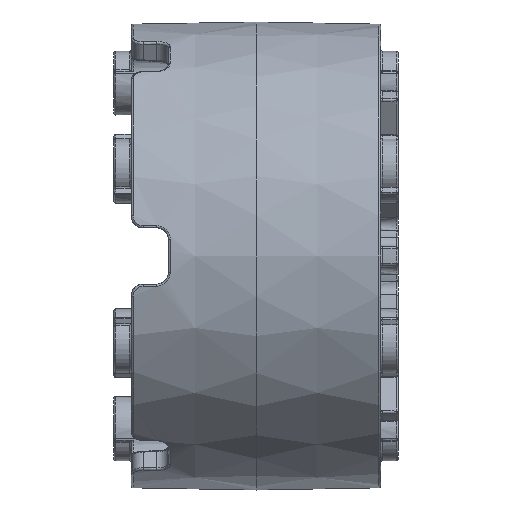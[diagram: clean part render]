
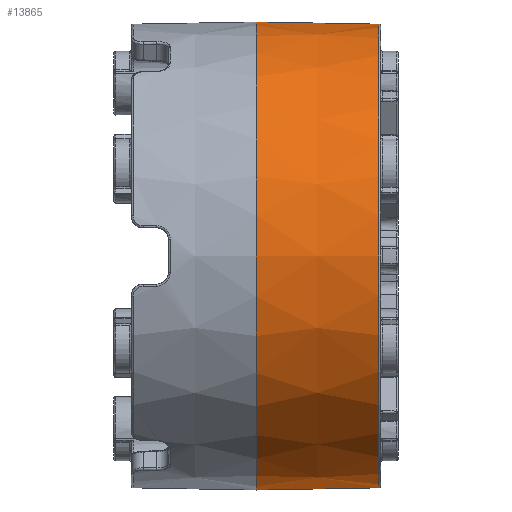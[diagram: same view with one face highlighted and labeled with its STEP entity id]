
A CAD part, left-side view. The second image highlights one B-rep face of the part: STEP entity #13865.
In plain terms, the highlighted conical face has half-angle 1 degrees and reference radius 31.75 mm.
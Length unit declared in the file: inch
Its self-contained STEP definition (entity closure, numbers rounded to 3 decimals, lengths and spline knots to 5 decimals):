
#791 = CIRCLE ( 'NONE', #39009, 1.23856 ) ;
#3316 = DIRECTION ( 'NONE',  ( 0., 1., 0. ) ) ;
#3465 = CARTESIAN_POINT ( 'NONE',  ( 0., 0.00983, 1.23856 ) ) ;
#3568 = DIRECTION ( 'NONE',  ( 0., 0., -1. ) ) ;
#3988 = ORIENTED_EDGE ( 'NONE', *, *, #33233, .F. ) ;
#4917 = DIRECTION ( 'NONE',  ( 0., -1., 0. ) ) ;
#5775 = ORIENTED_EDGE ( 'NONE', *, *, #7095, .T. ) ;
#6384 = EDGE_LOOP ( 'NONE', ( #3988, #31665, #5775, #20331 ) ) ;
#7095 = EDGE_CURVE ( 'NONE', #8400, #42796, #26585, .T. ) ;
#7716 = CARTESIAN_POINT ( 'NONE',  ( 0., 0.6655, 1.25 ) ) ;
#8400 = VERTEX_POINT ( 'NONE', #3465 ) ;
#8460 = VERTEX_POINT ( 'NONE', #33728 ) ;
#8613 = FACE_OUTER_BOUND ( 'NONE', #6384, .T. ) ;
#8857 = VECTOR ( 'NONE', #40187, 39.37008 ) ;
#9209 = AXIS2_PLACEMENT_3D ( 'NONE', #41636, #26533, #45819 ) ;
#11389 = CARTESIAN_POINT ( 'NONE',  ( 0., 0.00983, 0. ) ) ;
#11737 = VERTEX_POINT ( 'NONE', #31807 ) ;
#13865 = ADVANCED_FACE ( 'NONE', ( #8613 ), #48242, .T. ) ;
#14558 = DIRECTION ( 'NONE',  ( 0., 0., -1. ) ) ;
#18445 = CARTESIAN_POINT ( 'NONE',  ( 0., 0.6655, 1.25 ) ) ;
#20331 = ORIENTED_EDGE ( 'NONE', *, *, #47322, .T. ) ;
#26533 = DIRECTION ( 'NONE',  ( 0., 1., 0. ) ) ;
#26585 = LINE ( 'NONE', #7716, #33824 ) ;
#28880 = AXIS2_PLACEMENT_3D ( 'NONE', #40454, #4917, #14558 ) ;
#29921 = CARTESIAN_POINT ( 'NONE',  ( 0., 0.6655, -1.25 ) ) ;
#31665 = ORIENTED_EDGE ( 'NONE', *, *, #47426, .T. ) ;
#31807 = CARTESIAN_POINT ( 'NONE',  ( 0., 0.00983, -1.23856 ) ) ;
#33233 = EDGE_CURVE ( 'NONE', #11737, #8460, #37234, .T. ) ;
#33728 = CARTESIAN_POINT ( 'NONE',  ( 0., 0.6655, -1.25 ) ) ;
#33824 = VECTOR ( 'NONE', #36806, 39.37008 ) ;
#35882 = CIRCLE ( 'NONE', #28880, 1.25 ) ;
#36806 = DIRECTION ( 'NONE',  ( 0., 1., 0.017 ) ) ;
#37234 = LINE ( 'NONE', #29921, #8857 ) ;
#39009 = AXIS2_PLACEMENT_3D ( 'NONE', #11389, #3316, #3568 ) ;
#40187 = DIRECTION ( 'NONE',  ( 0., 1., -0.017 ) ) ;
#40454 = CARTESIAN_POINT ( 'NONE',  ( 0., 0.6655, 0. ) ) ;
#41636 = CARTESIAN_POINT ( 'NONE',  ( 0., 0.6655, 0. ) ) ;
#42796 = VERTEX_POINT ( 'NONE', #18445 ) ;
#45819 = DIRECTION ( 'NONE',  ( 0., 0., 1. ) ) ;
#47322 = EDGE_CURVE ( 'NONE', #42796, #8460, #35882, .T. ) ;
#47426 = EDGE_CURVE ( 'NONE', #11737, #8400, #791, .T. ) ;
#48242 = CONICAL_SURFACE ( 'NONE', #9209, 1.25, 0.017 ) ;
